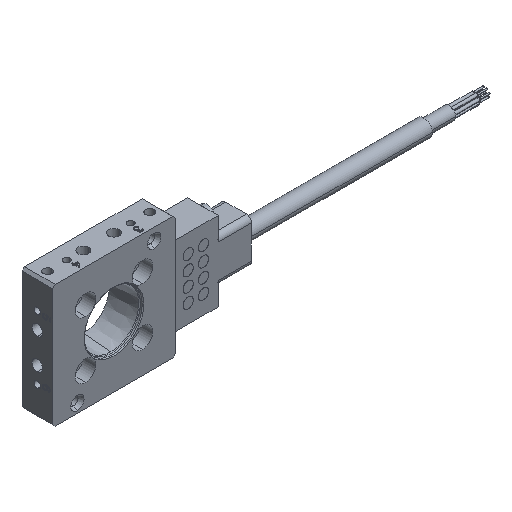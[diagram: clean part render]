
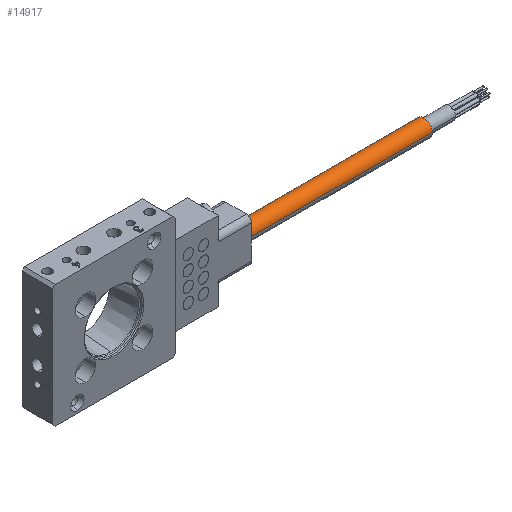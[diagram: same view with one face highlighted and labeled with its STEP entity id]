
A CAD part, isometric view. The second image highlights one B-rep face of the part: STEP entity #14917.
In plain terms, the highlighted cylindrical face has radius 3.25 mm (diameter 6.5 mm), a partial arc.
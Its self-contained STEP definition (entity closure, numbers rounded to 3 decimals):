
#442 = EDGE_CURVE ( 'NONE', #11392, #4252, #16973, .T. ) ;
#927 = AXIS2_PLACEMENT_3D ( 'NONE', #16246, #7342, #10290 ) ;
#1425 = DIRECTION ( 'NONE',  ( -1., 0., 0. ) ) ;
#1764 = CARTESIAN_POINT ( 'NONE',  ( 126.25, 1.75, 0. ) ) ;
#2069 = CIRCLE ( 'NONE', #5639, 3.25 ) ;
#3357 = CARTESIAN_POINT ( 'NONE',  ( 126.25, 1.75, 0. ) ) ;
#4252 = VERTEX_POINT ( 'NONE', #11552 ) ;
#4314 = CARTESIAN_POINT ( 'NONE',  ( 46.25, 1.75, 0. ) ) ;
#5292 = DIRECTION ( 'NONE',  ( -1., 0., 0. ) ) ;
#5605 = ORIENTED_EDGE ( 'NONE', *, *, #442, .T. ) ;
#5639 = AXIS2_PLACEMENT_3D ( 'NONE', #10426, #1425, #11937 ) ;
#5662 = CYLINDRICAL_SURFACE ( 'NONE', #927, 3.25 ) ;
#6162 = AXIS2_PLACEMENT_3D ( 'NONE', #14214, #5292, #15695 ) ;
#6747 = EDGE_CURVE ( 'NONE', #17494, #7750, #19018, .T. ) ;
#7342 = DIRECTION ( 'NONE',  ( -1., 0., 0. ) ) ;
#7750 = VERTEX_POINT ( 'NONE', #4314 ) ;
#8124 = CARTESIAN_POINT ( 'NONE',  ( 126.25, 8.25, 0. ) ) ;
#8189 = DIRECTION ( 'NONE',  ( -1., 0., 0. ) ) ;
#8266 = DIRECTION ( 'NONE',  ( -1., 0., 0. ) ) ;
#10290 = DIRECTION ( 'NONE',  ( 0., 1., 0. ) ) ;
#10426 = CARTESIAN_POINT ( 'NONE',  ( 126.25, 5., 0. ) ) ;
#10691 = VECTOR ( 'NONE', #8266, 1000. ) ;
#10970 = EDGE_LOOP ( 'NONE', ( #13154, #14421, #5605, #17452 ) ) ;
#11392 = VERTEX_POINT ( 'NONE', #18140 ) ;
#11552 = CARTESIAN_POINT ( 'NONE',  ( 46.25, 8.25, 0. ) ) ;
#11937 = DIRECTION ( 'NONE',  ( 0., 1., 0. ) ) ;
#13154 = ORIENTED_EDGE ( 'NONE', *, *, #6747, .F. ) ;
#13489 = VECTOR ( 'NONE', #8189, 1000. ) ;
#14214 = CARTESIAN_POINT ( 'NONE',  ( 46.25, 5., 0. ) ) ;
#14421 = ORIENTED_EDGE ( 'NONE', *, *, #17357, .T. ) ;
#14917 = ADVANCED_FACE ( 'NONE', ( #17529 ), #5662, .T. ) ;
#15695 = DIRECTION ( 'NONE',  ( 0., 1., 0. ) ) ;
#15808 = CIRCLE ( 'NONE', #6162, 3.25 ) ;
#16246 = CARTESIAN_POINT ( 'NONE',  ( 126.25, 5., 0. ) ) ;
#16973 = LINE ( 'NONE', #8124, #13489 ) ;
#17357 = EDGE_CURVE ( 'NONE', #17494, #11392, #2069, .T. ) ;
#17452 = ORIENTED_EDGE ( 'NONE', *, *, #18370, .F. ) ;
#17494 = VERTEX_POINT ( 'NONE', #3357 ) ;
#17529 = FACE_OUTER_BOUND ( 'NONE', #10970, .T. ) ;
#18140 = CARTESIAN_POINT ( 'NONE',  ( 126.25, 8.25, 0. ) ) ;
#18370 = EDGE_CURVE ( 'NONE', #7750, #4252, #15808, .T. ) ;
#19018 = LINE ( 'NONE', #1764, #10691 ) ;
